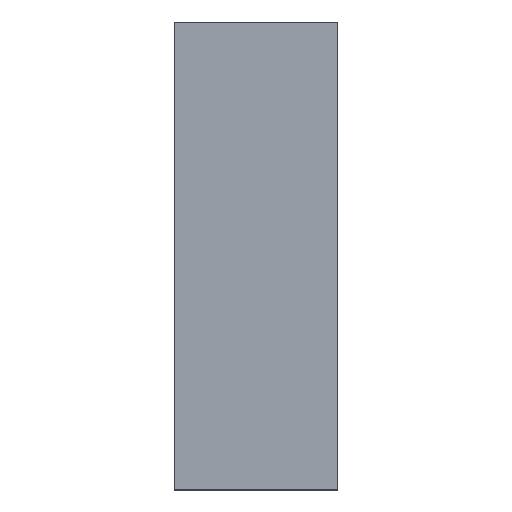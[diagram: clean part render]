
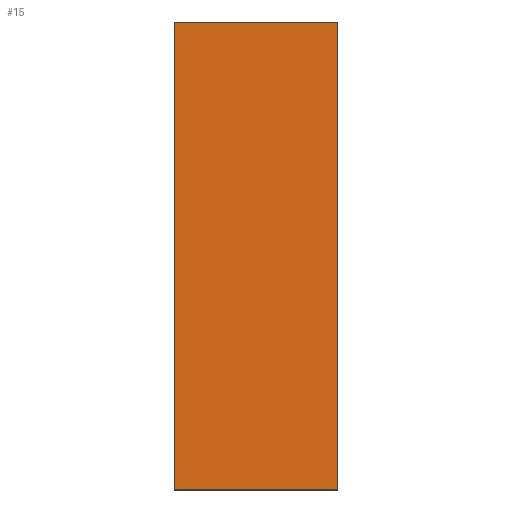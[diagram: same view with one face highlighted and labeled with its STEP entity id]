
A CAD part, left-side view. The second image highlights one B-rep face of the part: STEP entity #15.
In plain terms, the highlighted planar face has unit normal (-1, 0, 0).
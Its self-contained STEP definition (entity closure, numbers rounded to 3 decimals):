
#15 = ADVANCED_FACE ( 'NONE', ( #2138 ), #1206, .F. ) ;
#22 = EDGE_CURVE ( 'NONE', #1996, #2584, #3978, .T. ) ;
#85 = AXIS2_PLACEMENT_3D ( 'NONE', #3419, #3761, #1228 ) ;
#248 = CARTESIAN_POINT ( 'NONE',  ( -1., 0.7, 1. ) ) ;
#864 = CARTESIAN_POINT ( 'NONE',  ( -1., 0., -1. ) ) ;
#898 = DIRECTION ( 'NONE',  ( 0., 0., 1. ) ) ;
#957 = EDGE_LOOP ( 'NONE', ( #1523, #1155, #2710, #3053 ) ) ;
#980 = VECTOR ( 'NONE', #898, 1000. ) ;
#1097 = VECTOR ( 'NONE', #1432, 1000. ) ;
#1155 = ORIENTED_EDGE ( 'NONE', *, *, #2169, .F. ) ;
#1206 = PLANE ( 'NONE',  #85 ) ;
#1228 = DIRECTION ( 'NONE',  ( 0., 0., -1. ) ) ;
#1288 = VERTEX_POINT ( 'NONE', #864 ) ;
#1432 = DIRECTION ( 'NONE',  ( 0., 0., 1. ) ) ;
#1513 = CARTESIAN_POINT ( 'NONE',  ( -1., 0.7, 1. ) ) ;
#1523 = ORIENTED_EDGE ( 'NONE', *, *, #2402, .T. ) ;
#1556 = LINE ( 'NONE', #248, #1958 ) ;
#1563 = EDGE_CURVE ( 'NONE', #1996, #1288, #1904, .T. ) ;
#1904 = LINE ( 'NONE', #1981, #2535 ) ;
#1958 = VECTOR ( 'NONE', #3802, 1000. ) ;
#1966 = DIRECTION ( 'NONE',  ( 0., -1., 0. ) ) ;
#1981 = CARTESIAN_POINT ( 'NONE',  ( -1., 0.7, -1. ) ) ;
#1996 = VERTEX_POINT ( 'NONE', #3402 ) ;
#2007 = LINE ( 'NONE', #3306, #1097 ) ;
#2138 = FACE_OUTER_BOUND ( 'NONE', #957, .T. ) ;
#2169 = EDGE_CURVE ( 'NONE', #2584, #3826, #1556, .T. ) ;
#2375 = CARTESIAN_POINT ( 'NONE',  ( -1., 0., 1. ) ) ;
#2402 = EDGE_CURVE ( 'NONE', #1288, #3826, #2007, .T. ) ;
#2535 = VECTOR ( 'NONE', #1966, 1000. ) ;
#2584 = VERTEX_POINT ( 'NONE', #1513 ) ;
#2710 = ORIENTED_EDGE ( 'NONE', *, *, #22, .F. ) ;
#2802 = CARTESIAN_POINT ( 'NONE',  ( -1., 0.7, 1. ) ) ;
#3053 = ORIENTED_EDGE ( 'NONE', *, *, #1563, .T. ) ;
#3306 = CARTESIAN_POINT ( 'NONE',  ( -1., 0., 1. ) ) ;
#3402 = CARTESIAN_POINT ( 'NONE',  ( -1., 0.7, -1. ) ) ;
#3419 = CARTESIAN_POINT ( 'NONE',  ( -1., 0.7, 1. ) ) ;
#3761 = DIRECTION ( 'NONE',  ( 1., 0., 0. ) ) ;
#3802 = DIRECTION ( 'NONE',  ( 0., -1., 0. ) ) ;
#3826 = VERTEX_POINT ( 'NONE', #2375 ) ;
#3978 = LINE ( 'NONE', #2802, #980 ) ;
